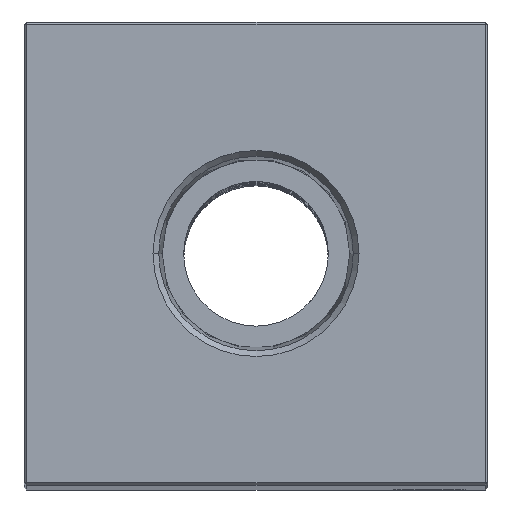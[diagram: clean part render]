
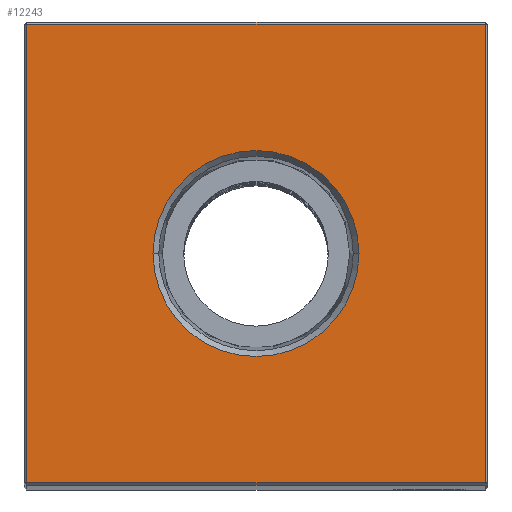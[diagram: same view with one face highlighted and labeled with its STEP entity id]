
A CAD part, top view. The second image highlights one B-rep face of the part: STEP entity #12243.
In plain terms, the highlighted planar face has unit normal (0, 0, 1).
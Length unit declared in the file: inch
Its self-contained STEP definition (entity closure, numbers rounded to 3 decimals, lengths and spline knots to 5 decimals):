
#383 = VERTEX_POINT ( 'NONE', #14385 ) ;
#615 = DIRECTION ( 'NONE',  ( -1., 0., 0. ) ) ;
#1130 = CARTESIAN_POINT ( 'NONE',  ( 0., 0., 12.25 ) ) ;
#1956 = VERTEX_POINT ( 'NONE', #15182 ) ;
#2057 = CARTESIAN_POINT ( 'NONE',  ( 0.99, 0., 12.25 ) ) ;
#2417 = VECTOR ( 'NONE', #10443, 39.37008 ) ;
#3293 = LINE ( 'NONE', #26429, #17003 ) ;
#3502 = CARTESIAN_POINT ( 'NONE',  ( -0.99, 0., 12.25 ) ) ;
#5662 = ORIENTED_EDGE ( 'NONE', *, *, #21099, .T. ) ;
#5773 = CIRCLE ( 'NONE', #21161, 0.44487 ) ;
#5848 = LINE ( 'NONE', #3502, #13109 ) ;
#5853 = DIRECTION ( 'NONE',  ( 1., 0., 0. ) ) ;
#6526 = LINE ( 'NONE', #15047, #17503 ) ;
#6972 = EDGE_CURVE ( 'NONE', #383, #1956, #5848, .T. ) ;
#7325 = EDGE_CURVE ( 'NONE', #10372, #383, #6526, .T. ) ;
#8107 = VERTEX_POINT ( 'NONE', #8448 ) ;
#8368 = LINE ( 'NONE', #2057, #2417 ) ;
#8448 = CARTESIAN_POINT ( 'NONE',  ( 0.99, -0.99, 12.25 ) ) ;
#9984 = CARTESIAN_POINT ( 'NONE',  ( 0., 0., 12.25 ) ) ;
#10166 = FACE_OUTER_BOUND ( 'NONE', #12510, .T. ) ;
#10372 = VERTEX_POINT ( 'NONE', #11071 ) ;
#10443 = DIRECTION ( 'NONE',  ( 0., 1., 0. ) ) ;
#11071 = CARTESIAN_POINT ( 'NONE',  ( 0.99, 0.99, 12.25 ) ) ;
#12010 = CARTESIAN_POINT ( 'NONE',  ( -0.44487, 0., 12.25 ) ) ;
#12215 = DIRECTION ( 'NONE',  ( 0., 0., -1. ) ) ;
#12243 = ADVANCED_FACE ( 'NONE', ( #10166, #18695 ), #16498, .F. ) ;
#12373 = CIRCLE ( 'NONE', #26012, 0.44487 ) ;
#12510 = EDGE_LOOP ( 'NONE', ( #13081, #21170, #5662, #15272 ) ) ;
#13081 = ORIENTED_EDGE ( 'NONE', *, *, #6972, .T. ) ;
#13109 = VECTOR ( 'NONE', #18092, 39.37008 ) ;
#13968 = DIRECTION ( 'NONE',  ( 0., 0., 1. ) ) ;
#14161 = DIRECTION ( 'NONE',  ( -1., 0., 0. ) ) ;
#14385 = CARTESIAN_POINT ( 'NONE',  ( -0.99, 0.99, 12.25 ) ) ;
#15047 = CARTESIAN_POINT ( 'NONE',  ( 0., 0.99, 12.25 ) ) ;
#15089 = ORIENTED_EDGE ( 'NONE', *, *, #22298, .F. ) ;
#15182 = CARTESIAN_POINT ( 'NONE',  ( -0.99, -0.99, 12.25 ) ) ;
#15272 = ORIENTED_EDGE ( 'NONE', *, *, #7325, .T. ) ;
#16498 = PLANE ( 'NONE',  #21548 ) ;
#17003 = VECTOR ( 'NONE', #24743, 39.37008 ) ;
#17365 = VERTEX_POINT ( 'NONE', #12010 ) ;
#17503 = VECTOR ( 'NONE', #615, 39.37008 ) ;
#17702 = VERTEX_POINT ( 'NONE', #19776 ) ;
#18092 = DIRECTION ( 'NONE',  ( 0., -1., 0. ) ) ;
#18240 = ORIENTED_EDGE ( 'NONE', *, *, #23486, .F. ) ;
#18436 = EDGE_CURVE ( 'NONE', #1956, #8107, #3293, .T. ) ;
#18695 = FACE_BOUND ( 'NONE', #19488, .T. ) ;
#19488 = EDGE_LOOP ( 'NONE', ( #18240, #15089 ) ) ;
#19776 = CARTESIAN_POINT ( 'NONE',  ( 0.44487, 0., 12.25 ) ) ;
#21099 = EDGE_CURVE ( 'NONE', #8107, #10372, #8368, .T. ) ;
#21161 = AXIS2_PLACEMENT_3D ( 'NONE', #9984, #13968, #5853 ) ;
#21170 = ORIENTED_EDGE ( 'NONE', *, *, #18436, .T. ) ;
#21548 = AXIS2_PLACEMENT_3D ( 'NONE', #22575, #12215, #14161 ) ;
#22298 = EDGE_CURVE ( 'NONE', #17365, #17702, #5773, .T. ) ;
#22575 = CARTESIAN_POINT ( 'NONE',  ( 0., 0., 12.25 ) ) ;
#23486 = EDGE_CURVE ( 'NONE', #17702, #17365, #12373, .T. ) ;
#24743 = DIRECTION ( 'NONE',  ( 1., 0., 0. ) ) ;
#26012 = AXIS2_PLACEMENT_3D ( 'NONE', #1130, #26596, #26175 ) ;
#26175 = DIRECTION ( 'NONE',  ( 1., 0., 0. ) ) ;
#26429 = CARTESIAN_POINT ( 'NONE',  ( 0., -0.99, 12.25 ) ) ;
#26596 = DIRECTION ( 'NONE',  ( 0., 0., 1. ) ) ;
